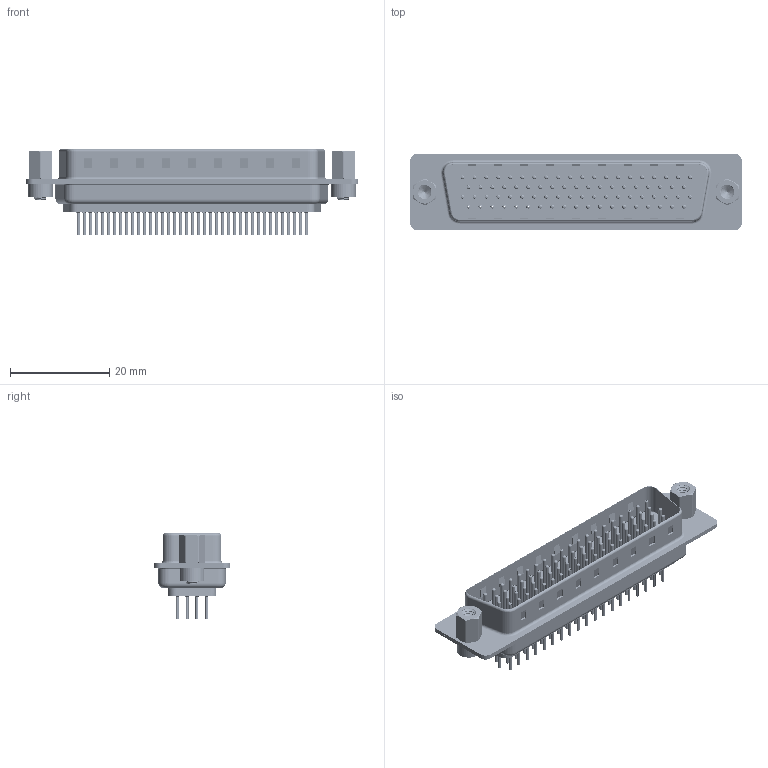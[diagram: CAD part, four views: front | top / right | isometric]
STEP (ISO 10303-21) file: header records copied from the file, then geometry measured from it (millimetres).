
FILE_DESCRIPTION (( 'STEP AP203' ), '1' );
FILE_NAME ('637-078-330-063.STEP', '2020-07-18T05:43:49', ( '' ), ( '' ), 'SwSTEP 2.0', 'SolidWorks 2020', '' );
FILE_SCHEMA (( 'CONFIG_CONTROL_DESIGN' ));
Length unit declared in the file: millimetre
Products named in the file (10): 637 Shell Rear_78 Contacts; 637 Shell Front_78 Contacts; 637 Contact Row 3_30; 637 Contact Row 78_30; 637 Contact Row 2_30; 637-078-330-063; 637 4-40 Threaded Rivet; 637 Housing_78 Contacts; 637 4-40 Hex Standoff; 637 Contact Row 1_30
Assembly tree (85 placements, depth 2):
  637-078-330-063
    637 Housing_78 Contacts
    637 Shell Front_78 Contacts
    637 Shell Rear_78 Contacts
    637 Contact Row 1_30  x19
    637 Contact Row 2_30  x20
    637 Contact Row 3_30  x19
    637 Contact Row 78_30  x20
    637 4-40 Threaded Rivet  x2
    637 4-40 Hex Standoff  x2
Bounding box: 67 x 15.4 x 17.25 mm (x, y, z)
Volume: 4548.1 mm3; surface area: 16347.4 mm2
Topology: 85 solids, 85 shells, 8338 faces, 22075 edges, 13606 vertices
Faces by surface type: cylinder 3099, torus 2312, plane 2097, cone 812, bspline 18
Entity records: 51416 total; most frequent: CARTESIAN_POINT 12783, DIRECTION 8019, ORIENTED_EDGE 7016, EDGE_CURVE 3508, AXIS2_PLACEMENT_3D 3272, VERTEX_POINT 2259, EDGE_LOOP 1807, CIRCLE 1759
